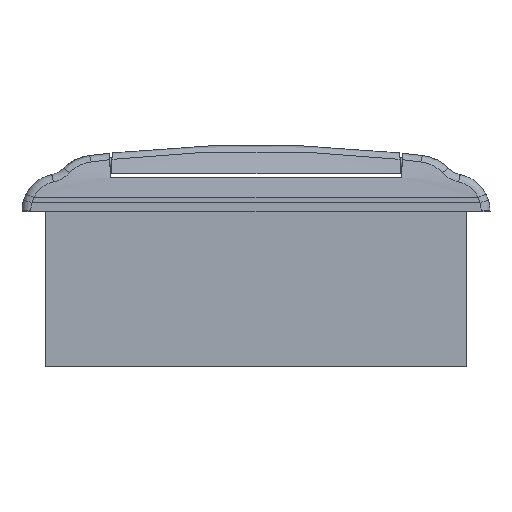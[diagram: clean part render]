
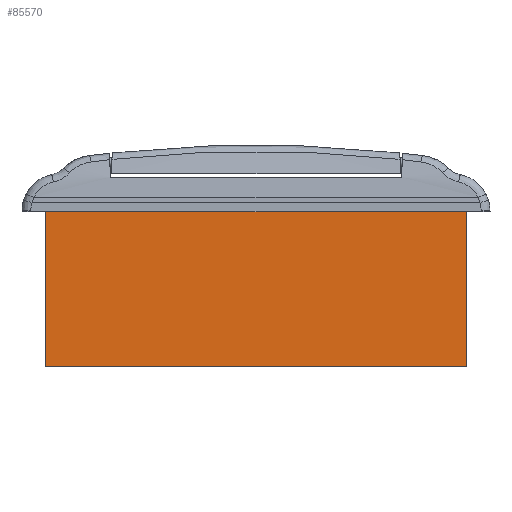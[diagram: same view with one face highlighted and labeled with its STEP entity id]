
A CAD part, left-side view. The second image highlights one B-rep face of the part: STEP entity #85570.
In plain terms, the highlighted planar face has unit normal (-1, 0, 0).
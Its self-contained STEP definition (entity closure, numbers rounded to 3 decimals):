
#106 = EDGE_LOOP ( 'NONE', ( #25163, #25618, #53889, #81971 ) ) ;
#977 = FACE_OUTER_BOUND ( 'NONE', #106, .T. ) ;
#3222 = VERTEX_POINT ( 'NONE', #18951 ) ;
#6681 = LINE ( 'NONE', #27173, #88068 ) ;
#7351 = DIRECTION ( 'NONE',  ( 0., 0., -1. ) ) ;
#15594 = EDGE_CURVE ( 'NONE', #95356, #20186, #90947, .T. ) ;
#17565 = CARTESIAN_POINT ( 'NONE',  ( -115.5, 95., -70. ) ) ;
#18666 = EDGE_CURVE ( 'NONE', #74058, #3222, #6681, .T. ) ;
#18951 = CARTESIAN_POINT ( 'NONE',  ( -115.5, -95., 7. ) ) ;
#20186 = VERTEX_POINT ( 'NONE', #72540 ) ;
#24428 = CARTESIAN_POINT ( 'NONE',  ( -115.5, -95., -70. ) ) ;
#25163 = ORIENTED_EDGE ( 'NONE', *, *, #18666, .F. ) ;
#25324 = VECTOR ( 'NONE', #92197, 1000. ) ;
#25618 = ORIENTED_EDGE ( 'NONE', *, *, #87936, .T. ) ;
#27173 = CARTESIAN_POINT ( 'NONE',  ( -115.5, 95., 7. ) ) ;
#28087 = VECTOR ( 'NONE', #55394, 1000. ) ;
#29500 = CARTESIAN_POINT ( 'NONE',  ( -115.5, 95., -70. ) ) ;
#40653 = LINE ( 'NONE', #46713, #43146 ) ;
#41360 = DIRECTION ( 'NONE',  ( 1., 0., 0. ) ) ;
#43146 = VECTOR ( 'NONE', #7351, 1000. ) ;
#44593 = AXIS2_PLACEMENT_3D ( 'NONE', #17565, #41360, #96449 ) ;
#46713 = CARTESIAN_POINT ( 'NONE',  ( -115.5, -95., -70. ) ) ;
#53889 = ORIENTED_EDGE ( 'NONE', *, *, #15594, .F. ) ;
#55394 = DIRECTION ( 'NONE',  ( 0., 1., 0. ) ) ;
#56875 = PLANE ( 'NONE',  #44593 ) ;
#58243 = EDGE_CURVE ( 'NONE', #3222, #95356, #40653, .T. ) ;
#72540 = CARTESIAN_POINT ( 'NONE',  ( -115.5, 95., -70. ) ) ;
#74058 = VERTEX_POINT ( 'NONE', #91275 ) ;
#78809 = CARTESIAN_POINT ( 'NONE',  ( -115.5, -95., -70. ) ) ;
#81971 = ORIENTED_EDGE ( 'NONE', *, *, #58243, .F. ) ;
#82281 = DIRECTION ( 'NONE',  ( 0., -1., 0. ) ) ;
#85570 = ADVANCED_FACE ( 'NONE', ( #977 ), #56875, .F. ) ;
#87936 = EDGE_CURVE ( 'NONE', #74058, #20186, #88173, .T. ) ;
#88068 = VECTOR ( 'NONE', #82281, 1000. ) ;
#88173 = LINE ( 'NONE', #29500, #25324 ) ;
#90947 = LINE ( 'NONE', #78809, #28087 ) ;
#91275 = CARTESIAN_POINT ( 'NONE',  ( -115.5, 95., 7. ) ) ;
#92197 = DIRECTION ( 'NONE',  ( 0., 0., -1. ) ) ;
#95356 = VERTEX_POINT ( 'NONE', #24428 ) ;
#96449 = DIRECTION ( 'NONE',  ( 0., 1., 0. ) ) ;
